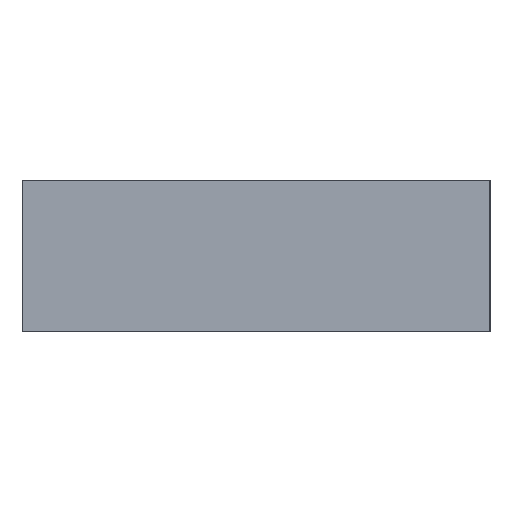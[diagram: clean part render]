
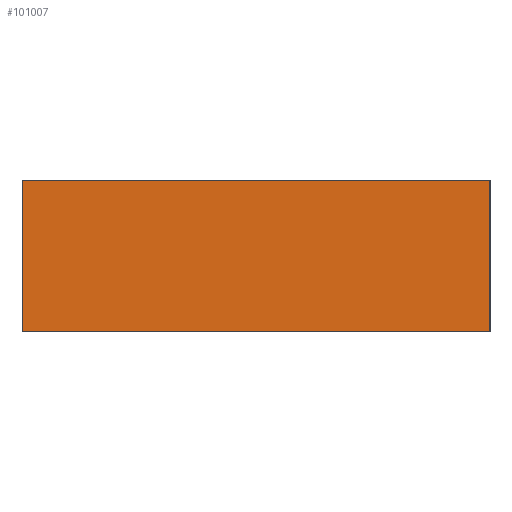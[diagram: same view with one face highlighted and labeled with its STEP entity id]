
A CAD part, left-side view. The second image highlights one B-rep face of the part: STEP entity #101007.
In plain terms, the highlighted planar face has unit normal (-1, 0, 0).
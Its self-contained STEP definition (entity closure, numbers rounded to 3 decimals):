
#1228=FACE_OUTER_BOUND('',#9075,.T.);
#9075=EDGE_LOOP('',(#65888,#65889,#65890,#65891));
#16925=LINE('',#143222,#31101);
#16930=LINE('',#143233,#31106);
#16932=LINE('',#143236,#31108);
#16933=LINE('',#143237,#31109);
#31101=VECTOR('',#115596,10.);
#31106=VECTOR('',#115605,10.);
#31108=VECTOR('',#115609,10.);
#31109=VECTOR('',#115610,10.);
#45274=VERTEX_POINT('',#143215);
#45277=VERTEX_POINT('',#143220);
#45280=VERTEX_POINT('',#143230);
#45281=VERTEX_POINT('',#143232);
#51654=EDGE_CURVE('',#45274,#45277,#16925,.T.);
#51659=EDGE_CURVE('',#45280,#45281,#16930,.T.);
#51661=EDGE_CURVE('',#45280,#45274,#16932,.T.);
#51662=EDGE_CURVE('',#45281,#45277,#16933,.T.);
#65888=ORIENTED_EDGE('',*,*,#51661,.T.);
#65889=ORIENTED_EDGE('',*,*,#51654,.T.);
#65890=ORIENTED_EDGE('',*,*,#51662,.F.);
#65891=ORIENTED_EDGE('',*,*,#51659,.F.);
#94321=PLANE('',#108869);
#101007=ADVANCED_FACE('',(#1228),#94321,.T.);
#108869=AXIS2_PLACEMENT_3D('',#143235,#115607,#115608);
#115596=DIRECTION('',(0.,0.,1.));
#115605=DIRECTION('',(0.,0.,1.));
#115607=DIRECTION('center_axis',(-1.,0.,0.));
#115608=DIRECTION('ref_axis',(0.,1.,0.));
#115609=DIRECTION('',(0.,-1.,0.));
#115610=DIRECTION('',(0.,-1.,0.));
#143215=CARTESIAN_POINT('',(147.,-290.756,0.));
#143220=CARTESIAN_POINT('',(147.,-290.756,57.));
#143222=CARTESIAN_POINT('',(147.,-290.756,0.));
#143230=CARTESIAN_POINT('',(147.,-114.756,0.));
#143232=CARTESIAN_POINT('',(147.,-114.756,57.));
#143233=CARTESIAN_POINT('',(147.,-114.756,0.));
#143235=CARTESIAN_POINT('Origin',(147.,-114.756,0.));
#143236=CARTESIAN_POINT('',(147.,-114.756,0.));
#143237=CARTESIAN_POINT('',(147.,-114.756,57.));
